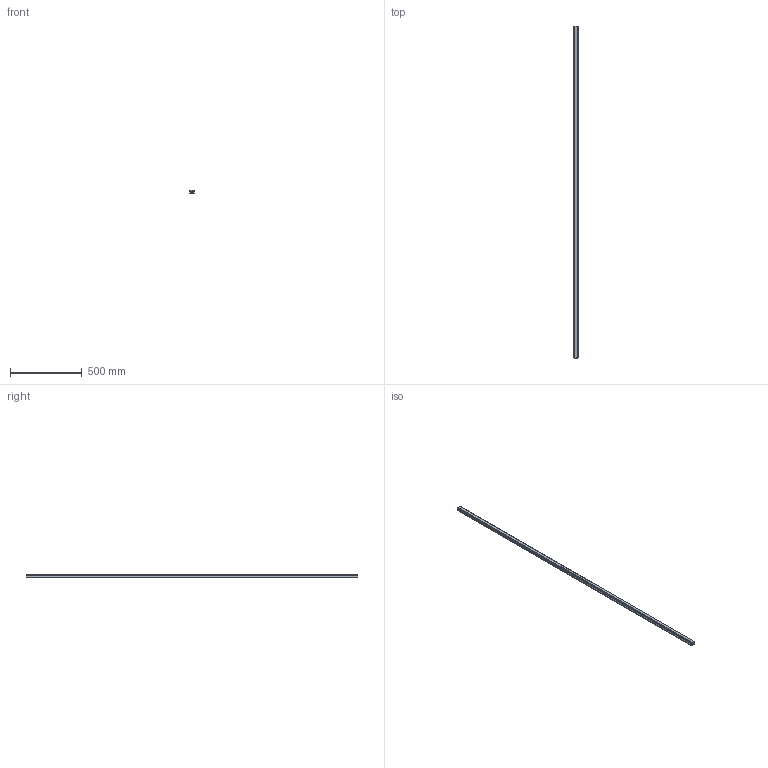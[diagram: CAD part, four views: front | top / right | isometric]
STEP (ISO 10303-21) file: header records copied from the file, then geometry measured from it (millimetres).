
FILE_DESCRIPTION(('STEP AP214'),'1');
FILE_NAME('cctmp_D5C1E5F1-D740-4983-A0D7-C587018C2D84_2021_01_26_14_57_17_0081..stp','2021-01-26T13:57:17',('HIWIN GmbH'),('CADClick - www.CADClick.com'),'Spatial InterOp 3D',' ','unknown authorization');
FILE_SCHEMA(('AUTOMOTIVE_DESIGN'));
Length unit declared in the file: millimetre
Products named in the file (1): HGR30T2310C_FILE
Bounding box: 28 x 2310 x 26 mm (x, y, z)
Volume: 1401251.6 mm3; surface area: 266057.7 mm2
Topology: 1 solids, 1 shells, 231 faces, 617 edges, 363 vertices
Faces by surface type: plane 93, cylinder 80, cone 58
Entity records: 8593 total; most frequent: DIRECTION 1183, CARTESIAN_POINT 1154, ORIENTED_EDGE 1118, EDGE_CURVE 559, LINE 399, VECTOR 399, AXIS2_PLACEMENT_3D 392, VERTEX_POINT 363
